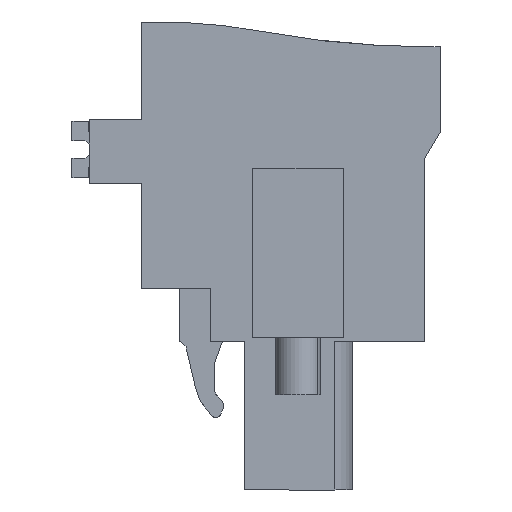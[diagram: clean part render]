
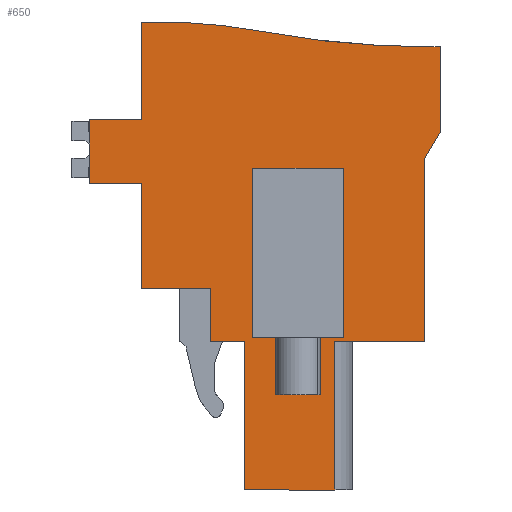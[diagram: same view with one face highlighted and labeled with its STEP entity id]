
A CAD part, left-side view. The second image highlights one B-rep face of the part: STEP entity #650.
In plain terms, the highlighted planar face has unit normal (-1, 0, 0).
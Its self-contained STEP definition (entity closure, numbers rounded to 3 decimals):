
#492=AXIS2_PLACEMENT_3D('Plane Axis2P3D',#489,#490,#491) ;
#505=AXIS2_PLACEMENT_3D('Circle Axis2P3D',#503,#504,$) ;
#512=AXIS2_PLACEMENT_3D('Circle Axis2P3D',#510,#511,$) ;
#49=CARTESIAN_POINT('Vertex',(4.9,12.85,8.35)) ;
#52=CARTESIAN_POINT('Line Origine',(4.9,12.85,9.825)) ;
#56=CARTESIAN_POINT('Vertex',(4.9,12.85,11.3)) ;
#441=CARTESIAN_POINT('Vertex',(4.9,10.937,8.35)) ;
#444=CARTESIAN_POINT('Line Origine',(4.9,11.893,8.35)) ;
#489=CARTESIAN_POINT('Axis2P3D Location',(4.9,3.817,22.4)) ;
#494=CARTESIAN_POINT('Line Origine',(4.9,0.,22.459)) ;
#498=CARTESIAN_POINT('Vertex',(4.9,0.,20.059)) ;
#500=CARTESIAN_POINT('Vertex',(4.9,0.,24.859)) ;
#503=CARTESIAN_POINT('Axis2P3D Location',(4.9,0.92,72.85)) ;
#507=CARTESIAN_POINT('Vertex',(4.9,9.844,25.687)) ;
#510=CARTESIAN_POINT('Axis2P3D Location',(4.9,15.85,-6.057)) ;
#514=CARTESIAN_POINT('Vertex',(4.9,16.75,26.237)) ;
#517=CARTESIAN_POINT('Line Origine',(4.9,16.75,23.494)) ;
#521=CARTESIAN_POINT('Vertex',(4.9,16.75,20.75)) ;
#524=CARTESIAN_POINT('Line Origine',(4.9,18.2,20.75)) ;
#528=CARTESIAN_POINT('Vertex',(4.9,19.65,20.75)) ;
#531=CARTESIAN_POINT('Line Origine',(4.9,19.65,18.975)) ;
#535=CARTESIAN_POINT('Vertex',(4.9,19.65,17.2)) ;
#538=CARTESIAN_POINT('Line Origine',(4.9,18.2,17.2)) ;
#542=CARTESIAN_POINT('Vertex',(4.9,16.75,17.2)) ;
#545=CARTESIAN_POINT('Line Origine',(4.9,16.75,14.25)) ;
#549=CARTESIAN_POINT('Vertex',(4.9,16.75,11.3)) ;
#552=CARTESIAN_POINT('Line Origine',(4.9,14.8,11.3)) ;
#557=CARTESIAN_POINT('Line Origine',(4.9,10.937,4.175)) ;
#561=CARTESIAN_POINT('Vertex',(4.9,10.937,0.)) ;
#564=CARTESIAN_POINT('Line Origine',(4.9,8.414,0.)) ;
#568=CARTESIAN_POINT('Vertex',(4.9,5.891,0.)) ;
#571=CARTESIAN_POINT('Line Origine',(4.9,5.891,4.175)) ;
#575=CARTESIAN_POINT('Vertex',(4.9,5.891,8.35)) ;
#578=CARTESIAN_POINT('Line Origine',(4.9,3.396,8.35)) ;
#582=CARTESIAN_POINT('Vertex',(4.9,0.9,8.35)) ;
#585=CARTESIAN_POINT('Line Origine',(4.9,0.9,13.425)) ;
#589=CARTESIAN_POINT('Vertex',(4.9,0.9,18.5)) ;
#592=CARTESIAN_POINT('Line Origine',(4.9,0.45,19.279)) ;
#616=CARTESIAN_POINT('Line Origine',(4.9,7.964,8.55)) ;
#620=CARTESIAN_POINT('Vertex',(4.9,10.514,8.55)) ;
#622=CARTESIAN_POINT('Vertex',(4.9,5.414,8.55)) ;
#625=CARTESIAN_POINT('Line Origine',(4.9,10.514,13.3)) ;
#629=CARTESIAN_POINT('Vertex',(4.9,10.514,18.05)) ;
#632=CARTESIAN_POINT('Line Origine',(4.9,7.964,18.05)) ;
#636=CARTESIAN_POINT('Vertex',(4.9,5.414,18.05)) ;
#639=CARTESIAN_POINT('Line Origine',(4.9,5.414,13.3)) ;
#53=DIRECTION('Vector Direction',(0.,0.,1.)) ;
#445=DIRECTION('Vector Direction',(0.,1.,0.)) ;
#490=DIRECTION('Axis2P3D Direction',(1.,0.,0.)) ;
#491=DIRECTION('Axis2P3D XDirection',(0.,1.,0.)) ;
#495=DIRECTION('Vector Direction',(0.,0.,1.)) ;
#504=DIRECTION('Axis2P3D Direction',(1.,0.,0.)) ;
#511=DIRECTION('Axis2P3D Direction',(1.,0.,0.)) ;
#518=DIRECTION('Vector Direction',(0.,0.,1.)) ;
#525=DIRECTION('Vector Direction',(0.,-1.,0.)) ;
#532=DIRECTION('Vector Direction',(0.,0.,1.)) ;
#539=DIRECTION('Vector Direction',(0.,1.,0.)) ;
#546=DIRECTION('Vector Direction',(0.,0.,1.)) ;
#553=DIRECTION('Vector Direction',(0.,-1.,0.)) ;
#558=DIRECTION('Vector Direction',(0.,0.,-1.)) ;
#565=DIRECTION('Vector Direction',(0.,-1.,0.)) ;
#572=DIRECTION('Vector Direction',(0.,0.,-1.)) ;
#579=DIRECTION('Vector Direction',(0.,1.,0.)) ;
#586=DIRECTION('Vector Direction',(0.,0.,-1.)) ;
#593=DIRECTION('Vector Direction',(0.,-0.5,0.866)) ;
#617=DIRECTION('Vector Direction',(0.,-1.,0.)) ;
#626=DIRECTION('Vector Direction',(0.,0.,-1.)) ;
#633=DIRECTION('Vector Direction',(0.,-1.,0.)) ;
#640=DIRECTION('Vector Direction',(0.,0.,-1.)) ;
#54=VECTOR('Line Direction',#53,1.) ;
#446=VECTOR('Line Direction',#445,1.) ;
#496=VECTOR('Line Direction',#495,1.) ;
#519=VECTOR('Line Direction',#518,1.) ;
#526=VECTOR('Line Direction',#525,1.) ;
#533=VECTOR('Line Direction',#532,1.) ;
#540=VECTOR('Line Direction',#539,1.) ;
#547=VECTOR('Line Direction',#546,1.) ;
#554=VECTOR('Line Direction',#553,1.) ;
#559=VECTOR('Line Direction',#558,1.) ;
#566=VECTOR('Line Direction',#565,1.) ;
#573=VECTOR('Line Direction',#572,1.) ;
#580=VECTOR('Line Direction',#579,1.) ;
#587=VECTOR('Line Direction',#586,1.) ;
#594=VECTOR('Line Direction',#593,1.) ;
#618=VECTOR('Line Direction',#617,1.) ;
#627=VECTOR('Line Direction',#626,1.) ;
#634=VECTOR('Line Direction',#633,1.) ;
#641=VECTOR('Line Direction',#640,1.) ;
#598=ORIENTED_EDGE('',*,*,#502,.T.) ;
#599=ORIENTED_EDGE('',*,*,#509,.T.) ;
#600=ORIENTED_EDGE('',*,*,#516,.F.) ;
#601=ORIENTED_EDGE('',*,*,#523,.F.) ;
#602=ORIENTED_EDGE('',*,*,#530,.F.) ;
#603=ORIENTED_EDGE('',*,*,#537,.F.) ;
#604=ORIENTED_EDGE('',*,*,#544,.F.) ;
#605=ORIENTED_EDGE('',*,*,#551,.F.) ;
#606=ORIENTED_EDGE('',*,*,#556,.T.) ;
#607=ORIENTED_EDGE('',*,*,#58,.F.) ;
#608=ORIENTED_EDGE('',*,*,#448,.F.) ;
#609=ORIENTED_EDGE('',*,*,#563,.T.) ;
#610=ORIENTED_EDGE('',*,*,#570,.T.) ;
#611=ORIENTED_EDGE('',*,*,#577,.F.) ;
#612=ORIENTED_EDGE('',*,*,#584,.F.) ;
#613=ORIENTED_EDGE('',*,*,#591,.F.) ;
#614=ORIENTED_EDGE('',*,*,#596,.T.) ;
#645=ORIENTED_EDGE('',*,*,#624,.F.) ;
#646=ORIENTED_EDGE('',*,*,#631,.F.) ;
#647=ORIENTED_EDGE('',*,*,#638,.F.) ;
#648=ORIENTED_EDGE('',*,*,#643,.T.) ;
#649=FACE_BOUND('',#644,.T.) ;
#650=ADVANCED_FACE('HOUSING',(#615,#649),#493,.F.) ;
#506=CIRCLE('generated circle',#505,48.) ;
#513=CIRCLE('generated circle',#512,32.307) ;
#58=EDGE_CURVE('',#50,#57,#55,.T.) ;
#448=EDGE_CURVE('',#442,#50,#447,.T.) ;
#502=EDGE_CURVE('',#499,#501,#497,.T.) ;
#509=EDGE_CURVE('',#501,#508,#506,.T.) ;
#516=EDGE_CURVE('',#515,#508,#513,.T.) ;
#523=EDGE_CURVE('',#522,#515,#520,.T.) ;
#530=EDGE_CURVE('',#529,#522,#527,.T.) ;
#537=EDGE_CURVE('',#536,#529,#534,.T.) ;
#544=EDGE_CURVE('',#543,#536,#541,.T.) ;
#551=EDGE_CURVE('',#550,#543,#548,.T.) ;
#556=EDGE_CURVE('',#550,#57,#555,.T.) ;
#563=EDGE_CURVE('',#442,#562,#560,.T.) ;
#570=EDGE_CURVE('',#562,#569,#567,.T.) ;
#577=EDGE_CURVE('',#576,#569,#574,.T.) ;
#584=EDGE_CURVE('',#583,#576,#581,.T.) ;
#591=EDGE_CURVE('',#590,#583,#588,.T.) ;
#596=EDGE_CURVE('',#590,#499,#595,.T.) ;
#624=EDGE_CURVE('',#621,#623,#619,.T.) ;
#631=EDGE_CURVE('',#630,#621,#628,.T.) ;
#638=EDGE_CURVE('',#637,#630,#635,.F.) ;
#643=EDGE_CURVE('',#637,#623,#642,.T.) ;
#597=EDGE_LOOP('',(#598,#599,#600,#601,#602,#603,#604,#605,#606,#607,#608,#609,#610,#611,#612,#613,#614)) ;
#644=EDGE_LOOP('',(#645,#646,#647,#648)) ;
#615=FACE_OUTER_BOUND('',#597,.T.) ;
#55=LINE('Line',#52,#54) ;
#447=LINE('Line',#444,#446) ;
#497=LINE('Line',#494,#496) ;
#520=LINE('Line',#517,#519) ;
#527=LINE('Line',#524,#526) ;
#534=LINE('Line',#531,#533) ;
#541=LINE('Line',#538,#540) ;
#548=LINE('Line',#545,#547) ;
#555=LINE('Line',#552,#554) ;
#560=LINE('Line',#557,#559) ;
#567=LINE('Line',#564,#566) ;
#574=LINE('Line',#571,#573) ;
#581=LINE('Line',#578,#580) ;
#588=LINE('Line',#585,#587) ;
#595=LINE('Line',#592,#594) ;
#619=LINE('Line',#616,#618) ;
#628=LINE('Line',#625,#627) ;
#635=LINE('Line',#632,#634) ;
#642=LINE('Line',#639,#641) ;
#493=PLANE('',#492) ;
#50=VERTEX_POINT('',#49) ;
#57=VERTEX_POINT('',#56) ;
#442=VERTEX_POINT('',#441) ;
#499=VERTEX_POINT('',#498) ;
#501=VERTEX_POINT('',#500) ;
#508=VERTEX_POINT('',#507) ;
#515=VERTEX_POINT('',#514) ;
#522=VERTEX_POINT('',#521) ;
#529=VERTEX_POINT('',#528) ;
#536=VERTEX_POINT('',#535) ;
#543=VERTEX_POINT('',#542) ;
#550=VERTEX_POINT('',#549) ;
#562=VERTEX_POINT('',#561) ;
#569=VERTEX_POINT('',#568) ;
#576=VERTEX_POINT('',#575) ;
#583=VERTEX_POINT('',#582) ;
#590=VERTEX_POINT('',#589) ;
#621=VERTEX_POINT('',#620) ;
#623=VERTEX_POINT('',#622) ;
#630=VERTEX_POINT('',#629) ;
#637=VERTEX_POINT('',#636) ;
